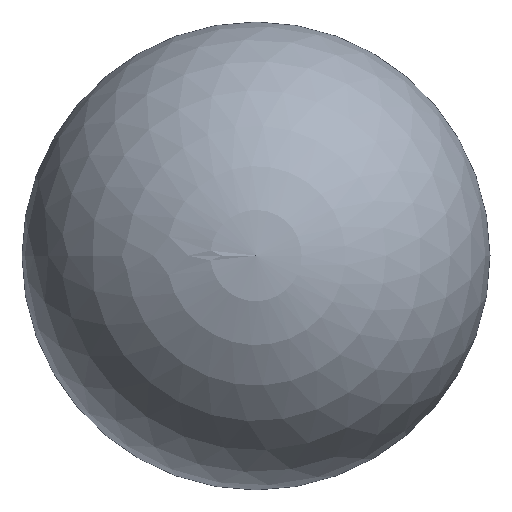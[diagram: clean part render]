
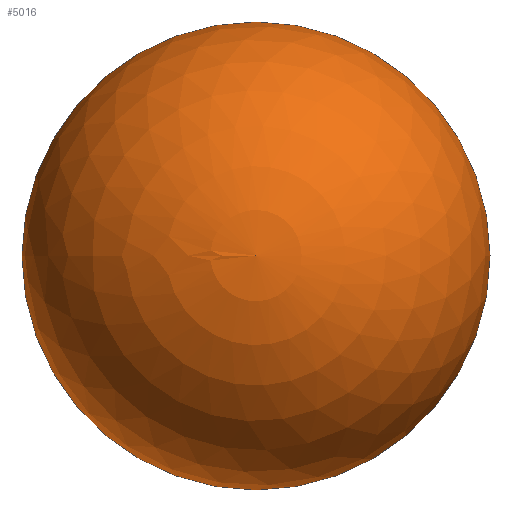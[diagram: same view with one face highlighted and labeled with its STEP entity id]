
A CAD part, top view. The second image highlights one B-rep face of the part: STEP entity #5016.
In plain terms, the highlighted spherical face has radius 60 mm.
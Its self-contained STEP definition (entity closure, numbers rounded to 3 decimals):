
#123 = VERTEX_POINT ( 'NONE', #4588 ) ;
#268 = AXIS2_PLACEMENT_3D ( 'NONE', #4554, #9153, #4736 ) ;
#692 = AXIS2_PLACEMENT_3D ( 'NONE', #6799, #1554, #3862 ) ;
#1420 = AXIS2_PLACEMENT_3D ( 'NONE', #1696, #6866, #5297 ) ;
#1554 = DIRECTION ( 'NONE',  ( 0., 0., -1. ) ) ;
#1696 = CARTESIAN_POINT ( 'NONE',  ( 0., 0., 0. ) ) ;
#2047 = CIRCLE ( 'NONE', #1420, 60. ) ;
#2333 = CARTESIAN_POINT ( 'NONE',  ( -60., 0., 0. ) ) ;
#3796 = CIRCLE ( 'NONE', #692, 60. ) ;
#3862 = DIRECTION ( 'NONE',  ( -1., 0., 0. ) ) ;
#4554 = CARTESIAN_POINT ( 'NONE',  ( 0., 0., 0. ) ) ;
#4588 = CARTESIAN_POINT ( 'NONE',  ( 60., 0., 0. ) ) ;
#4599 = ORIENTED_EDGE ( 'NONE', *, *, #8944, .F. ) ;
#4626 = FACE_OUTER_BOUND ( 'NONE', #4758, .T. ) ;
#4736 = DIRECTION ( 'NONE',  ( -1., 0., 0. ) ) ;
#4758 = EDGE_LOOP ( 'NONE', ( #4599, #9461 ) ) ;
#4968 = VERTEX_POINT ( 'NONE', #2333 ) ;
#5016 = ADVANCED_FACE ( 'NONE', ( #4626 ), #8321, .T. ) ;
#5297 = DIRECTION ( 'NONE',  ( -1., 0., 0. ) ) ;
#6799 = CARTESIAN_POINT ( 'NONE',  ( 0., 0., 0. ) ) ;
#6838 = EDGE_CURVE ( 'NONE', #123, #4968, #3796, .T. ) ;
#6866 = DIRECTION ( 'NONE',  ( 0., 0., -1. ) ) ;
#8321 = SPHERICAL_SURFACE ( 'NONE', #268, 60. ) ;
#8944 = EDGE_CURVE ( 'NONE', #4968, #123, #2047, .T. ) ;
#9153 = DIRECTION ( 'NONE',  ( 0., 0., 1. ) ) ;
#9461 = ORIENTED_EDGE ( 'NONE', *, *, #6838, .F. ) ;
